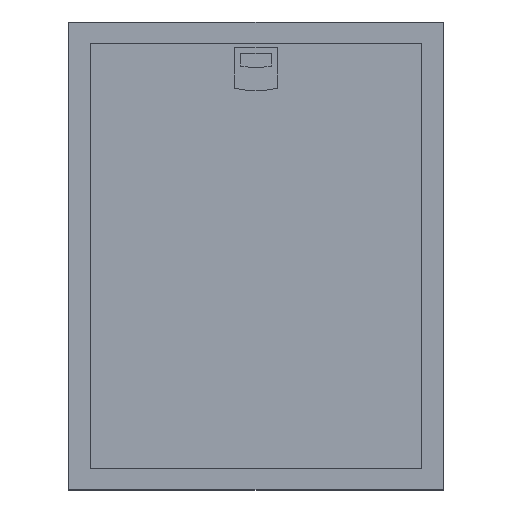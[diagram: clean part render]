
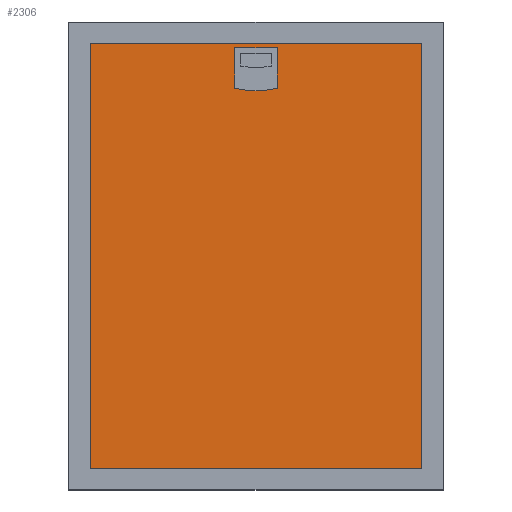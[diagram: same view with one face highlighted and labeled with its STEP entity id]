
A CAD part, top view. The second image highlights one B-rep face of the part: STEP entity #2306.
In plain terms, the highlighted planar face has unit normal (0, 0, 1).
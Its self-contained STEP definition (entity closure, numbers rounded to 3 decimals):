
#1704=CARTESIAN_POINT('Vertex',(25.,197.143,0.8)) ;
#1708=CARTESIAN_POINT('Control Point',(25.,245.,0.8)) ;
#1709=CARTESIAN_POINT('Control Point',(25.,197.143,0.8)) ;
#1710=CARTESIAN_POINT('Vertex',(25.,245.,0.8)) ;
#1741=CARTESIAN_POINT('Vertex',(-25.,197.143,0.8)) ;
#1745=CARTESIAN_POINT('Control Point',(25.,197.143,0.8)) ;
#1746=CARTESIAN_POINT('Control Point',(12.762,194.016,0.8)) ;
#1747=CARTESIAN_POINT('Control Point',(0.,192.93,0.8)) ;
#1748=CARTESIAN_POINT('Control Point',(-12.762,194.016,0.8)) ;
#1749=CARTESIAN_POINT('Control Point',(-25.,197.143,0.8)) ;
#1772=CARTESIAN_POINT('Vertex',(-25.,245.,0.8)) ;
#1776=CARTESIAN_POINT('Control Point',(-25.,197.143,0.8)) ;
#1777=CARTESIAN_POINT('Control Point',(-25.,245.,0.8)) ;
#1796=CARTESIAN_POINT('Control Point',(-25.,245.,0.8)) ;
#1797=CARTESIAN_POINT('Control Point',(25.,245.,0.8)) ;
#2157=CARTESIAN_POINT('Control Point',(194.,-249.5,0.8)) ;
#2158=CARTESIAN_POINT('Control Point',(194.,249.5,0.8)) ;
#2159=CARTESIAN_POINT('Vertex',(194.,-249.5,0.8)) ;
#2161=CARTESIAN_POINT('Vertex',(194.,249.5,0.8)) ;
#2192=CARTESIAN_POINT('Control Point',(-194.,-249.5,0.8)) ;
#2193=CARTESIAN_POINT('Control Point',(194.,-249.5,0.8)) ;
#2194=CARTESIAN_POINT('Vertex',(-194.,-249.5,0.8)) ;
#2220=CARTESIAN_POINT('Control Point',(-194.,249.5,0.8)) ;
#2221=CARTESIAN_POINT('Control Point',(-194.,-249.5,0.8)) ;
#2222=CARTESIAN_POINT('Vertex',(-194.,249.5,0.8)) ;
#2247=CARTESIAN_POINT('Control Point',(194.,249.5,0.8)) ;
#2248=CARTESIAN_POINT('Control Point',(-194.,249.5,0.8)) ;
#2289=CARTESIAN_POINT('Axis2P3D Location',(-194.,249.5,0.8)) ;
#2290=DIRECTION('Axis2P3D Direction',(0.,0.,1.)) ;
#2291=DIRECTION('Axis2P3D XDirection',(-1.,0.,0.)) ;
#2292=AXIS2_PLACEMENT_3D('Plane Axis2P3D',#2289,#2290,#2291) ;
#2293=PLANE('',#2292) ;
#2305=FACE_BOUND('',#2300,.T.) ;
#1712=EDGE_CURVE('',#1711,#1705,#1707,.T.) ;
#1750=EDGE_CURVE('',#1705,#1742,#1744,.T.) ;
#1778=EDGE_CURVE('',#1742,#1773,#1775,.T.) ;
#1798=EDGE_CURVE('',#1773,#1711,#1795,.T.) ;
#2163=EDGE_CURVE('',#2160,#2162,#2156,.T.) ;
#2196=EDGE_CURVE('',#2195,#2160,#2191,.T.) ;
#2224=EDGE_CURVE('',#2223,#2195,#2219,.T.) ;
#2249=EDGE_CURVE('',#2162,#2223,#2246,.T.) ;
#2295=ORIENTED_EDGE('',*,*,#2249,.T.) ;
#2296=ORIENTED_EDGE('',*,*,#2224,.T.) ;
#2297=ORIENTED_EDGE('',*,*,#2196,.T.) ;
#2298=ORIENTED_EDGE('',*,*,#2163,.T.) ;
#2301=ORIENTED_EDGE('',*,*,#1712,.T.) ;
#2302=ORIENTED_EDGE('',*,*,#1750,.T.) ;
#2303=ORIENTED_EDGE('',*,*,#1778,.T.) ;
#2304=ORIENTED_EDGE('',*,*,#1798,.T.) ;
#2294=EDGE_LOOP('',(#2295,#2296,#2297,#2298)) ;
#2300=EDGE_LOOP('',(#2301,#2302,#2303,#2304)) ;
#1705=VERTEX_POINT('',#1704) ;
#1711=VERTEX_POINT('',#1710) ;
#1742=VERTEX_POINT('',#1741) ;
#1773=VERTEX_POINT('',#1772) ;
#2160=VERTEX_POINT('',#2159) ;
#2162=VERTEX_POINT('',#2161) ;
#2195=VERTEX_POINT('',#2194) ;
#2223=VERTEX_POINT('',#2222) ;
#2306=ADVANCED_FACE('Solid1',(#2299,#2305),#2293,.T.) ;
#1707=B_SPLINE_CURVE_WITH_KNOTS('',1,(#1708,#1709),.UNSPECIFIED.,.F.,.U.,(2,2),(0.,47.857),.UNSPECIFIED.) ;
#1744=B_SPLINE_CURVE_WITH_KNOTS('',4,(#1745,#1746,#1747,#1748,#1749),.UNSPECIFIED.,.F.,.U.,(5,5),(1.321,1.821),.UNSPECIFIED.) ;
#1775=B_SPLINE_CURVE_WITH_KNOTS('',1,(#1776,#1777),.UNSPECIFIED.,.F.,.U.,(2,2),(0.,47.857),.UNSPECIFIED.) ;
#1795=B_SPLINE_CURVE_WITH_KNOTS('',1,(#1796,#1797),.UNSPECIFIED.,.F.,.U.,(2,2),(0.,50.),.UNSPECIFIED.) ;
#2156=B_SPLINE_CURVE_WITH_KNOTS('',1,(#2157,#2158),.UNSPECIFIED.,.F.,.U.,(2,2),(0.,499.),.UNSPECIFIED.) ;
#2191=B_SPLINE_CURVE_WITH_KNOTS('',1,(#2192,#2193),.UNSPECIFIED.,.F.,.U.,(2,2),(0.,388.),.UNSPECIFIED.) ;
#2219=B_SPLINE_CURVE_WITH_KNOTS('',1,(#2220,#2221),.UNSPECIFIED.,.F.,.U.,(2,2),(0.,499.),.UNSPECIFIED.) ;
#2246=B_SPLINE_CURVE_WITH_KNOTS('',1,(#2247,#2248),.UNSPECIFIED.,.F.,.U.,(2,2),(0.,388.),.UNSPECIFIED.) ;
#2299=FACE_OUTER_BOUND('',#2294,.T.) ;
